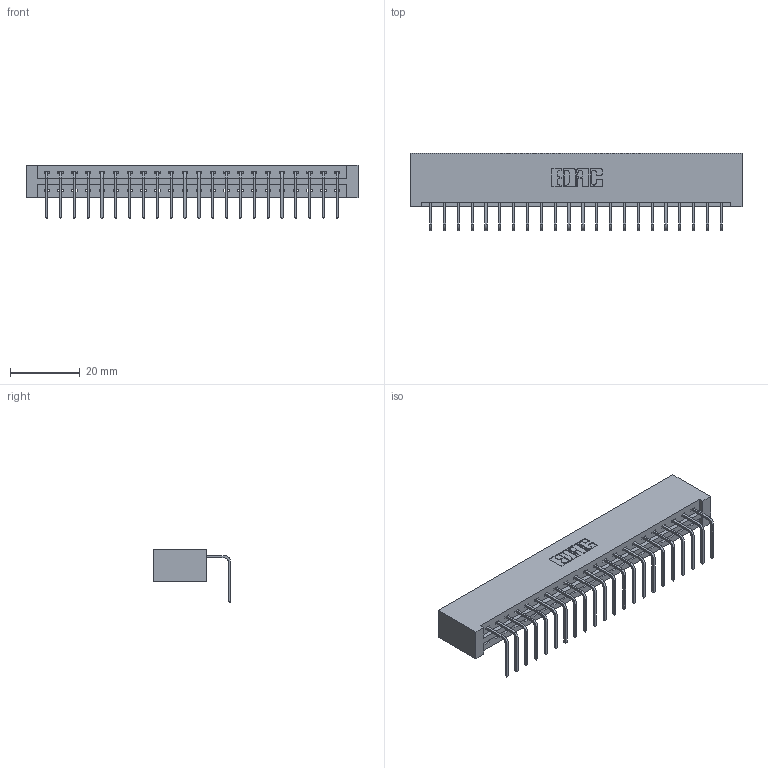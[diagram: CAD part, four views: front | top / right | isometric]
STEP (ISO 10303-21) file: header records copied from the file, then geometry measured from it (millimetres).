
FILE_DESCRIPTION (( 'STEP AP203' ), '1' );
FILE_NAME ('387-022-558-101.STEP', '2019-10-07T18:03:24', ( '' ), ( '' ), 'SwSTEP 2.0', 'SolidWorks 2016', '' );
FILE_SCHEMA (( 'CONFIG_CONTROL_DESIGN' ));
Length unit declared in the file: inch
Products named in the file (3): 337 Part_No Mounting Lugs; 345-292-001_558 Tail - 2; 387-022-558-101
Assembly tree (23 placements, depth 2):
  387-022-558-101
    337 Part_No Mounting Lugs
    345-292-001_558 Tail - 2  x22
Bounding box: 95.05 x 22.17 x 15.37 mm (x, y, z)
Volume: 10440.3 mm3; surface area: 11109.2 mm2
Topology: 23 solids, 23 shells, 1514 faces, 4555 edges, 3006 vertices
Faces by surface type: plane 1122, cylinder 392
Entity records: 18747 total; most frequent: CARTESIAN_POINT 3272, ORIENTED_EDGE 3230, DIRECTION 2787, EDGE_CURVE 1615, VECTOR 1495, LINE 1495, VERTEX_POINT 1074, AXIS2_PLACEMENT_3D 646
